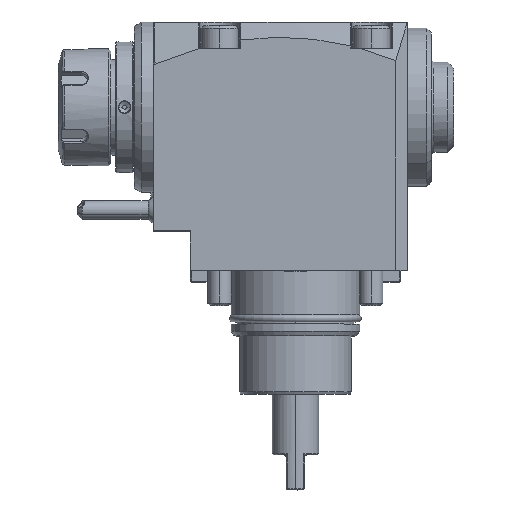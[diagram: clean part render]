
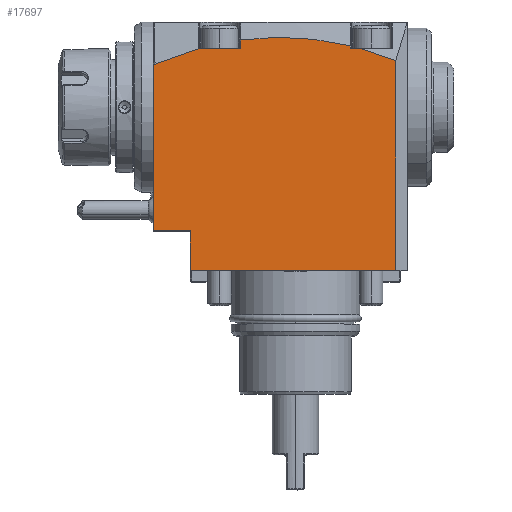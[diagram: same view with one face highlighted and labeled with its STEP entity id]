
A CAD part, top view. The second image highlights one B-rep face of the part: STEP entity #17697.
In plain terms, the highlighted planar face has unit normal (0, 0, 1).
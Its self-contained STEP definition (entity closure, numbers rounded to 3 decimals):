
#164=DIRECTION('',(-1.,0.,0.));
#165=VECTOR('',#164,18.023);
#166=CARTESIAN_POINT('',(37.5,95.,42.));
#167=LINE('',#166,#165);
#502=DIRECTION('',(0.,1.,0.));
#503=VECTOR('',#502,89.954);
#504=CARTESIAN_POINT('',(104.,0.,42.));
#505=LINE('',#504,#503);
#529=DIRECTION('',(-1.,0.,0.));
#530=VECTOR('',#529,88.);
#531=CARTESIAN_POINT('',(104.,0.,42.));
#532=LINE('',#531,#530);
#801=DIRECTION('',(0.,1.,0.));
#802=VECTOR('',#801,71.473);
#803=CARTESIAN_POINT('',(0.,17.,42.));
#804=LINE('',#803,#802);
#7892=DIRECTION('',(-1.,0.,0.));
#7893=VECTOR('',#7892,1.);
#7894=CARTESIAN_POINT('',(1.,88.473,42.));
#7895=LINE('',#7894,#7893);
#7900=DIRECTION('',(0.,1.,0.));
#7901=VECTOR('',#7900,17.);
#7902=CARTESIAN_POINT('',(16.,0.,42.));
#7903=LINE('',#7902,#7901);
#7904=DIRECTION('',(1.,0.,0.));
#7905=VECTOR('',#7904,16.);
#7906=CARTESIAN_POINT('',(0.,17.,42.));
#7907=LINE('',#7906,#7905);
#7908=CARTESIAN_POINT('',(19.464,95.048,42.));
#7909=CARTESIAN_POINT('',(13.16,93.277,42.));
#7910=CARTESIAN_POINT('',(7.012,91.067,42.));
#7911=CARTESIAN_POINT('',(1.,88.473,42.));
#7913=DIRECTION('',(-0.268,0.963,0.));
#7914=VECTOR('',#7913,0.049);
#7915=CARTESIAN_POINT('',(19.477,95.,42.));
#7916=LINE('',#7915,#7914);
#7917=DIRECTION('',(0.,-1.,0.));
#7918=VECTOR('',#7917,3.799);
#7919=CARTESIAN_POINT('',(37.5,98.799,42.));
#7920=LINE('',#7919,#7918);
#7921=CARTESIAN_POINT('',(37.5,98.799,42.));
#7922=CARTESIAN_POINT('',(53.323,100.937,42.));
#7923=CARTESIAN_POINT('',(68.987,100.033,42.));
#7924=CARTESIAN_POINT('',(84.5,96.252,42.));
#7926=DIRECTION('',(0.,1.,0.));
#7927=VECTOR('',#7926,1.252);
#7928=CARTESIAN_POINT('',(84.5,95.,42.));
#7929=LINE('',#7928,#7927);
#7930=CARTESIAN_POINT('',(89.259,95.,42.));
#7931=CARTESIAN_POINT('',(94.264,93.587,42.));
#7932=CARTESIAN_POINT('',(99.175,91.896,42.));
#7933=CARTESIAN_POINT('',(104.,89.954,42.));
#7962=CARTESIAN_POINT('',(37.5,98.799,42.));
#8061=DIRECTION('',(-1.,0.,0.));
#8062=VECTOR('',#8061,4.759);
#8063=CARTESIAN_POINT('',(89.259,95.,42.));
#8064=LINE('',#8063,#8062);
#11241=VERTEX_POINT('',#7930);
#11242=VERTEX_POINT('',#7933);
#11260=CARTESIAN_POINT('',(19.477,95.,42.));
#11262=VERTEX_POINT('',#11260);
#11273=CARTESIAN_POINT('',(19.464,95.048,42.));
#11274=VERTEX_POINT('',#11273);
#11278=VERTEX_POINT('',#7962);
#11279=CARTESIAN_POINT('',(37.5,95.,42.));
#11280=VERTEX_POINT('',#11279);
#11299=VERTEX_POINT('',#7924);
#11313=CARTESIAN_POINT('',(84.5,95.,42.));
#11315=VERTEX_POINT('',#11313);
#12106=CARTESIAN_POINT('',(104.,0.,42.));
#12107=VERTEX_POINT('',#12106);
#12148=CARTESIAN_POINT('',(0.,17.,42.));
#12149=CARTESIAN_POINT('',(16.,17.,42.));
#12150=VERTEX_POINT('',#12148);
#12151=VERTEX_POINT('',#12149);
#12152=CARTESIAN_POINT('',(16.,0.,42.));
#12153=VERTEX_POINT('',#12152);
#12160=CARTESIAN_POINT('',(0.,88.473,42.));
#12161=VERTEX_POINT('',#12160);
#12169=CARTESIAN_POINT('',(1.,88.473,42.));
#12171=VERTEX_POINT('',#12169);
#17670=CARTESIAN_POINT('',(0.,106.5,42.));
#17671=DIRECTION('',(0.,0.,1.));
#17672=DIRECTION('',(0.,-1.,0.));
#17673=AXIS2_PLACEMENT_3D('',#17670,#17671,#17672);
#17674=PLANE('',#17673);
#17675=ORIENTED_EDGE('',*,*,#12884,.F.);
#17676=ORIENTED_EDGE('',*,*,#12911,.T.);
#17677=ORIENTED_EDGE('',*,*,#13033,.T.);
#17679=ORIENTED_EDGE('',*,*,#17678,.F.);
#17680=ORIENTED_EDGE('',*,*,#13292,.T.);
#17681=ORIENTED_EDGE('',*,*,#17664,.F.);
#17682=ORIENTED_EDGE('',*,*,#17640,.F.);
#17683=ORIENTED_EDGE('',*,*,#12609,.F.);
#17684=ORIENTED_EDGE('',*,*,#12535,.F.);
#17686=ORIENTED_EDGE('',*,*,#17685,.F.);
#17688=ORIENTED_EDGE('',*,*,#17687,.T.);
#17690=ORIENTED_EDGE('',*,*,#17689,.F.);
#17692=ORIENTED_EDGE('',*,*,#17691,.F.);
#17694=ORIENTED_EDGE('',*,*,#17693,.T.);
#17695=EDGE_LOOP('',(#17675,#17676,#17677,#17679,#17680,#17681,#17682,#17683,
#17684,#17686,#17688,#17690,#17692,#17694));
#17696=FACE_OUTER_BOUND('',#17695,.F.);
#7912=B_SPLINE_CURVE_WITH_KNOTS('',3,(#7908,#7909,#7910,#7911),.UNSPECIFIED.,
.F.,.F.,(4,4),(0.,1.),.UNSPECIFIED.);
#7925=B_SPLINE_CURVE_WITH_KNOTS('',3,(#7921,#7922,#7923,#7924),.UNSPECIFIED.,
.F.,.F.,(4,4),(0.,1.),.UNSPECIFIED.);
#7934=B_SPLINE_CURVE_WITH_KNOTS('',3,(#7930,#7931,#7932,#7933),.UNSPECIFIED.,
.F.,.F.,(4,4),(0.,1.),.UNSPECIFIED.);
#12535=EDGE_CURVE('',#11280,#11262,#167,.T.);
#12609=EDGE_CURVE('',#11262,#11274,#7916,.T.);
#12884=EDGE_CURVE('',#12107,#11242,#505,.T.);
#12911=EDGE_CURVE('',#12107,#12153,#532,.T.);
#13033=EDGE_CURVE('',#12153,#12151,#7903,.T.);
#13292=EDGE_CURVE('',#12150,#12161,#804,.T.);
#17640=EDGE_CURVE('',#11274,#12171,#7912,.T.);
#17664=EDGE_CURVE('',#12171,#12161,#7895,.T.);
#17678=EDGE_CURVE('',#12150,#12151,#7907,.T.);
#17685=EDGE_CURVE('',#11278,#11280,#7920,.T.);
#17687=EDGE_CURVE('',#11278,#11299,#7925,.T.);
#17689=EDGE_CURVE('',#11315,#11299,#7929,.T.);
#17691=EDGE_CURVE('',#11241,#11315,#8064,.T.);
#17693=EDGE_CURVE('',#11241,#11242,#7934,.T.);
#17697=ADVANCED_FACE('',(#17696),#17674,.T.);
